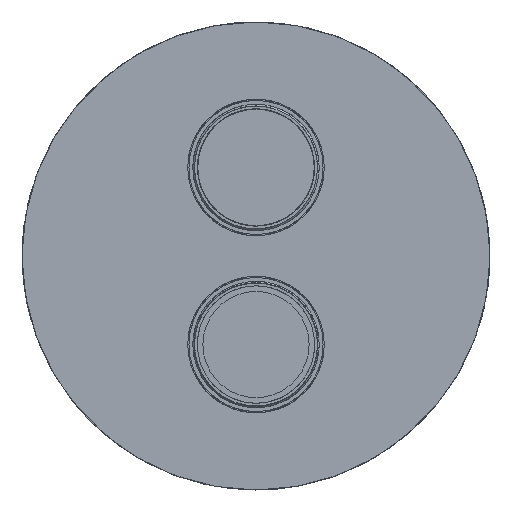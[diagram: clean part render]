
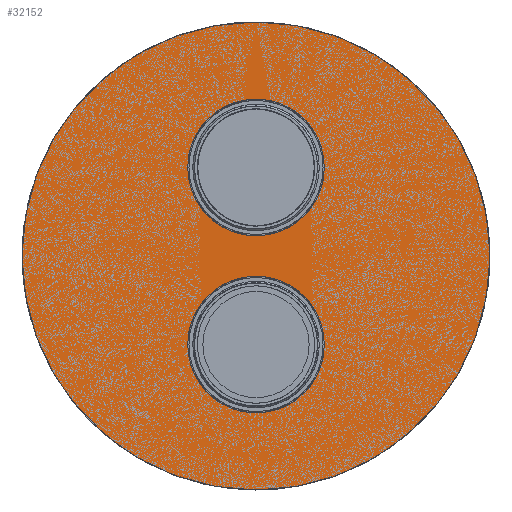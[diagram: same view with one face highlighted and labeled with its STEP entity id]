
A CAD part, front view. The second image highlights one B-rep face of the part: STEP entity #32152.
In plain terms, the highlighted planar face has unit normal (0, 1, 0).
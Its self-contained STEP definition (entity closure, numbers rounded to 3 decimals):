
#32009=CARTESIAN_POINT('Axis2P3D Location',(96.2,-12.7,131.2)) ;
#32014=CARTESIAN_POINT('Axis2P3D Location',(0.,-12.7,35.)) ;
#32018=CARTESIAN_POINT('Vertex',(0.,-12.7,-57.5)) ;
#32020=CARTESIAN_POINT('Vertex',(0.,-12.7,127.5)) ;
#32023=CARTESIAN_POINT('Axis2P3D Location',(0.,-12.7,35.)) ;
#32033=CARTESIAN_POINT('Control Point',(0.,-12.7,-27.)) ;
#32034=CARTESIAN_POINT('Control Point',(2.546,-12.7,-27.)) ;
#32035=CARTESIAN_POINT('Control Point',(5.091,-12.7,-26.7)) ;
#32036=CARTESIAN_POINT('Control Point',(7.59,-12.7,-26.1)) ;
#32037=CARTESIAN_POINT('Control Point',(12.398,-12.7,-24.322)) ;
#32038=CARTESIAN_POINT('Control Point',(16.661,-12.7,-21.476)) ;
#32039=CARTESIAN_POINT('Control Point',(18.615,-12.7,-19.807)) ;
#32040=CARTESIAN_POINT('Control Point',(22.091,-12.7,-16.039)) ;
#32041=CARTESIAN_POINT('Control Point',(24.597,-12.7,-11.567)) ;
#32042=CARTESIAN_POINT('Control Point',(25.579,-12.7,-9.193)) ;
#32043=CARTESIAN_POINT('Control Point',(26.966,-12.7,-4.257)) ;
#32044=CARTESIAN_POINT('Control Point',(27.167,-12.7,0.865)) ;
#32045=CARTESIAN_POINT('Control Point',(26.964,-12.7,3.427)) ;
#32046=CARTESIAN_POINT('Control Point',(25.958,-12.7,8.453)) ;
#32047=CARTESIAN_POINT('Control Point',(23.811,-12.7,13.108)) ;
#32048=CARTESIAN_POINT('Control Point',(22.467,-12.7,15.298)) ;
#32049=CARTESIAN_POINT('Control Point',(19.288,-12.7,19.32)) ;
#32050=CARTESIAN_POINT('Control Point',(15.261,-12.7,22.492)) ;
#32051=CARTESIAN_POINT('Control Point',(13.069,-12.7,23.833)) ;
#32052=CARTESIAN_POINT('Control Point',(9.192,-12.7,25.613)) ;
#32053=CARTESIAN_POINT('Control Point',(5.059,-12.7,26.603)) ;
#32054=CARTESIAN_POINT('Control Point',(3.382,-12.7,26.868)) ;
#32055=CARTESIAN_POINT('Control Point',(1.691,-12.7,27.)) ;
#32056=CARTESIAN_POINT('Control Point',(0.,-12.7,27.)) ;
#32057=CARTESIAN_POINT('Vertex',(0.,-12.7,-27.)) ;
#32059=CARTESIAN_POINT('Vertex',(0.,-12.7,27.)) ;
#32063=CARTESIAN_POINT('Control Point',(0.,-12.7,27.)) ;
#32064=CARTESIAN_POINT('Control Point',(-2.546,-12.7,27.)) ;
#32065=CARTESIAN_POINT('Control Point',(-5.091,-12.7,26.7)) ;
#32066=CARTESIAN_POINT('Control Point',(-7.59,-12.7,26.1)) ;
#32067=CARTESIAN_POINT('Control Point',(-12.398,-12.7,24.322)) ;
#32068=CARTESIAN_POINT('Control Point',(-16.661,-12.7,21.476)) ;
#32069=CARTESIAN_POINT('Control Point',(-18.615,-12.7,19.807)) ;
#32070=CARTESIAN_POINT('Control Point',(-22.091,-12.7,16.039)) ;
#32071=CARTESIAN_POINT('Control Point',(-24.597,-12.7,11.567)) ;
#32072=CARTESIAN_POINT('Control Point',(-25.579,-12.7,9.193)) ;
#32073=CARTESIAN_POINT('Control Point',(-26.966,-12.7,4.257)) ;
#32074=CARTESIAN_POINT('Control Point',(-27.167,-12.7,-0.865)) ;
#32075=CARTESIAN_POINT('Control Point',(-26.964,-12.7,-3.427)) ;
#32076=CARTESIAN_POINT('Control Point',(-25.958,-12.7,-8.453)) ;
#32077=CARTESIAN_POINT('Control Point',(-23.811,-12.7,-13.108)) ;
#32078=CARTESIAN_POINT('Control Point',(-22.467,-12.7,-15.298)) ;
#32079=CARTESIAN_POINT('Control Point',(-19.288,-12.7,-19.32)) ;
#32080=CARTESIAN_POINT('Control Point',(-15.261,-12.7,-22.492)) ;
#32081=CARTESIAN_POINT('Control Point',(-13.069,-12.7,-23.833)) ;
#32082=CARTESIAN_POINT('Control Point',(-9.192,-12.7,-25.613)) ;
#32083=CARTESIAN_POINT('Control Point',(-5.059,-12.7,-26.603)) ;
#32084=CARTESIAN_POINT('Control Point',(-3.382,-12.7,-26.868)) ;
#32085=CARTESIAN_POINT('Control Point',(-1.691,-12.7,-27.)) ;
#32086=CARTESIAN_POINT('Control Point',(0.,-12.7,-27.)) ;
#32093=CARTESIAN_POINT('Control Point',(0.,-12.7,43.)) ;
#32094=CARTESIAN_POINT('Control Point',(2.546,-12.7,43.)) ;
#32095=CARTESIAN_POINT('Control Point',(5.091,-12.7,43.3)) ;
#32096=CARTESIAN_POINT('Control Point',(7.59,-12.7,43.9)) ;
#32097=CARTESIAN_POINT('Control Point',(12.398,-12.7,45.678)) ;
#32098=CARTESIAN_POINT('Control Point',(16.661,-12.7,48.524)) ;
#32099=CARTESIAN_POINT('Control Point',(18.615,-12.7,50.193)) ;
#32100=CARTESIAN_POINT('Control Point',(22.091,-12.7,53.961)) ;
#32101=CARTESIAN_POINT('Control Point',(24.597,-12.7,58.433)) ;
#32102=CARTESIAN_POINT('Control Point',(25.579,-12.7,60.807)) ;
#32103=CARTESIAN_POINT('Control Point',(26.966,-12.7,65.743)) ;
#32104=CARTESIAN_POINT('Control Point',(27.167,-12.7,70.865)) ;
#32105=CARTESIAN_POINT('Control Point',(26.964,-12.7,73.427)) ;
#32106=CARTESIAN_POINT('Control Point',(25.958,-12.7,78.453)) ;
#32107=CARTESIAN_POINT('Control Point',(23.811,-12.7,83.108)) ;
#32108=CARTESIAN_POINT('Control Point',(22.467,-12.7,85.298)) ;
#32109=CARTESIAN_POINT('Control Point',(19.288,-12.7,89.32)) ;
#32110=CARTESIAN_POINT('Control Point',(15.261,-12.7,92.492)) ;
#32111=CARTESIAN_POINT('Control Point',(13.069,-12.7,93.833)) ;
#32112=CARTESIAN_POINT('Control Point',(9.192,-12.7,95.613)) ;
#32113=CARTESIAN_POINT('Control Point',(5.059,-12.7,96.603)) ;
#32114=CARTESIAN_POINT('Control Point',(3.382,-12.7,96.868)) ;
#32115=CARTESIAN_POINT('Control Point',(1.691,-12.7,97.)) ;
#32116=CARTESIAN_POINT('Control Point',(0.,-12.7,97.)) ;
#32117=CARTESIAN_POINT('Vertex',(0.,-12.7,43.)) ;
#32119=CARTESIAN_POINT('Vertex',(0.,-12.7,97.)) ;
#32123=CARTESIAN_POINT('Control Point',(0.,-12.7,97.)) ;
#32124=CARTESIAN_POINT('Control Point',(-2.546,-12.7,97.)) ;
#32125=CARTESIAN_POINT('Control Point',(-5.091,-12.7,96.7)) ;
#32126=CARTESIAN_POINT('Control Point',(-7.59,-12.7,96.1)) ;
#32127=CARTESIAN_POINT('Control Point',(-12.398,-12.7,94.322)) ;
#32128=CARTESIAN_POINT('Control Point',(-16.661,-12.7,91.476)) ;
#32129=CARTESIAN_POINT('Control Point',(-18.615,-12.7,89.807)) ;
#32130=CARTESIAN_POINT('Control Point',(-22.091,-12.7,86.039)) ;
#32131=CARTESIAN_POINT('Control Point',(-24.597,-12.7,81.567)) ;
#32132=CARTESIAN_POINT('Control Point',(-25.579,-12.7,79.193)) ;
#32133=CARTESIAN_POINT('Control Point',(-26.966,-12.7,74.257)) ;
#32134=CARTESIAN_POINT('Control Point',(-27.167,-12.7,69.135)) ;
#32135=CARTESIAN_POINT('Control Point',(-26.964,-12.7,66.573)) ;
#32136=CARTESIAN_POINT('Control Point',(-25.958,-12.7,61.547)) ;
#32137=CARTESIAN_POINT('Control Point',(-23.811,-12.7,56.892)) ;
#32138=CARTESIAN_POINT('Control Point',(-22.467,-12.7,54.702)) ;
#32139=CARTESIAN_POINT('Control Point',(-19.288,-12.7,50.68)) ;
#32140=CARTESIAN_POINT('Control Point',(-15.261,-12.7,47.508)) ;
#32141=CARTESIAN_POINT('Control Point',(-13.069,-12.7,46.167)) ;
#32142=CARTESIAN_POINT('Control Point',(-9.192,-12.7,44.387)) ;
#32143=CARTESIAN_POINT('Control Point',(-5.059,-12.7,43.397)) ;
#32144=CARTESIAN_POINT('Control Point',(-3.382,-12.7,43.132)) ;
#32145=CARTESIAN_POINT('Control Point',(-1.691,-12.7,43.)) ;
#32146=CARTESIAN_POINT('Control Point',(0.,-12.7,43.)) ;
#32010=DIRECTION('Axis2P3D Direction',(-0.,1.,0.)) ;
#32011=DIRECTION('Axis2P3D XDirection',(1.,0.,0.)) ;
#32015=DIRECTION('Axis2P3D Direction',(-0.,1.,0.)) ;
#32024=DIRECTION('Axis2P3D Direction',(-0.,1.,0.)) ;
#32012=AXIS2_PLACEMENT_3D('Plane Axis2P3D',#32009,#32010,#32011) ;
#32016=AXIS2_PLACEMENT_3D('Circle Axis2P3D',#32014,#32015,$) ;
#32025=AXIS2_PLACEMENT_3D('Circle Axis2P3D',#32023,#32024,$) ;
#32017=CIRCLE('generated circle',#32016,92.5) ;
#32026=CIRCLE('generated circle',#32025,92.5) ;
#32013=PLANE('',#32012) ;
#32091=FACE_BOUND('',#32088,.T.) ;
#32151=FACE_BOUND('',#32148,.T.) ;
#32022=EDGE_CURVE('',#32019,#32021,#32017,.T.) ;
#32027=EDGE_CURVE('',#32021,#32019,#32026,.T.) ;
#32061=EDGE_CURVE('',#32058,#32060,#32032,.T.) ;
#32087=EDGE_CURVE('',#32060,#32058,#32062,.T.) ;
#32121=EDGE_CURVE('',#32118,#32120,#32092,.T.) ;
#32147=EDGE_CURVE('',#32120,#32118,#32122,.T.) ;
#32029=ORIENTED_EDGE('',*,*,#32022,.T.) ;
#32030=ORIENTED_EDGE('',*,*,#32027,.T.) ;
#32089=ORIENTED_EDGE('',*,*,#32061,.T.) ;
#32090=ORIENTED_EDGE('',*,*,#32087,.T.) ;
#32149=ORIENTED_EDGE('',*,*,#32121,.T.) ;
#32150=ORIENTED_EDGE('',*,*,#32147,.T.) ;
#32028=EDGE_LOOP('',(#32029,#32030)) ;
#32088=EDGE_LOOP('',(#32089,#32090)) ;
#32148=EDGE_LOOP('',(#32149,#32150)) ;
#32019=VERTEX_POINT('',#32018) ;
#32021=VERTEX_POINT('',#32020) ;
#32058=VERTEX_POINT('',#32057) ;
#32060=VERTEX_POINT('',#32059) ;
#32118=VERTEX_POINT('',#32117) ;
#32120=VERTEX_POINT('',#32119) ;
#32152=ADVANCED_FACE('    MSBR6',(#32031,#32091,#32151),#32013,.T.) ;
#32032=B_SPLINE_CURVE_WITH_KNOTS('',5,(#32033,#32034,#32035,#32036,#32037,#32038,#32039,#32040,#32041,#32042,#32043,#32044,#32045,#32046,#32047,#32048,#32049,#32050,#32051,#32052,#32053,#32054,#32055,#32056),.UNSPECIFIED.,.F.,.U.,(6,3,3,3,3,3,3,6),(0.,18.,36.,54.,71.999,89.999,107.999,119.957),.UNSPECIFIED.) ;
#32062=B_SPLINE_CURVE_WITH_KNOTS('',5,(#32063,#32064,#32065,#32066,#32067,#32068,#32069,#32070,#32071,#32072,#32073,#32074,#32075,#32076,#32077,#32078,#32079,#32080,#32081,#32082,#32083,#32084,#32085,#32086),.UNSPECIFIED.,.F.,.U.,(6,3,3,3,3,3,3,6),(0.,18.,36.,54.,71.999,89.999,107.999,119.957),.UNSPECIFIED.) ;
#32092=B_SPLINE_CURVE_WITH_KNOTS('',5,(#32093,#32094,#32095,#32096,#32097,#32098,#32099,#32100,#32101,#32102,#32103,#32104,#32105,#32106,#32107,#32108,#32109,#32110,#32111,#32112,#32113,#32114,#32115,#32116),.UNSPECIFIED.,.F.,.U.,(6,3,3,3,3,3,3,6),(0.,18.,36.,54.,71.999,89.999,107.999,119.957),.UNSPECIFIED.) ;
#32122=B_SPLINE_CURVE_WITH_KNOTS('',5,(#32123,#32124,#32125,#32126,#32127,#32128,#32129,#32130,#32131,#32132,#32133,#32134,#32135,#32136,#32137,#32138,#32139,#32140,#32141,#32142,#32143,#32144,#32145,#32146),.UNSPECIFIED.,.F.,.U.,(6,3,3,3,3,3,3,6),(0.,18.,36.,54.,71.999,89.999,107.999,119.957),.UNSPECIFIED.) ;
#32031=FACE_OUTER_BOUND('',#32028,.T.) ;
